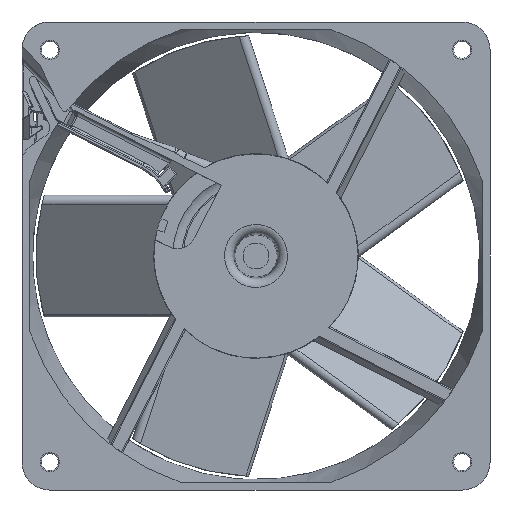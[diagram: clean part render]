
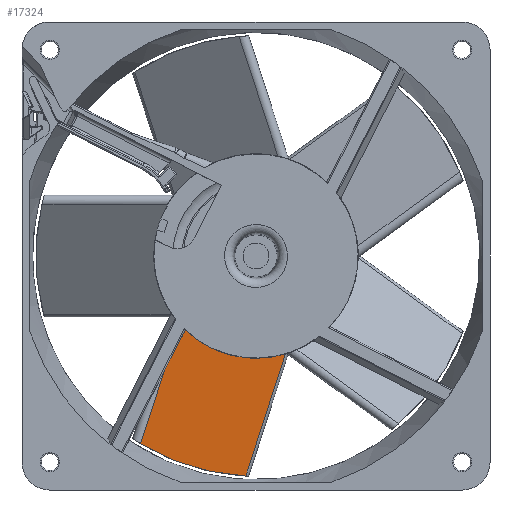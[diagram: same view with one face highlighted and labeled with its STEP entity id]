
A CAD part, left-side view. The second image highlights one B-rep face of the part: STEP entity #17324.
In plain terms, the highlighted planar face has unit normal (-0.824, -0.539, -0.175).
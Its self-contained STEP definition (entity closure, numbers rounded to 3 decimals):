
#835=PLANE('',#18820);
#1792=FACE_OUTER_BOUND('',#2842,.T.);
#2842=EDGE_LOOP('',(#15088,#15089,#15090,#15091));
#3067=ELLIPSE('',#18781,31.571,26.);
#3075=ELLIPSE('',#18821,68.,56.);
#5294=LINE('',#47744,#6184);
#5295=LINE('',#47745,#6185);
#6184=VECTOR('',#22679,32.654);
#6185=VECTOR('',#22680,32.004);
#7714=VERTEX_POINT('',#47492);
#7715=VERTEX_POINT('',#47493);
#7743=VERTEX_POINT('',#47741);
#7744=VERTEX_POINT('',#47742);
#10157=EDGE_CURVE('',#7714,#7715,#3067,.T.);
#10198=EDGE_CURVE('',#7743,#7744,#3075,.T.);
#10199=EDGE_CURVE('',#7714,#7743,#5294,.T.);
#10200=EDGE_CURVE('',#7715,#7744,#5295,.T.);
#15088=ORIENTED_EDGE('',*,*,#10198,.F.);
#15089=ORIENTED_EDGE('',*,*,#10199,.F.);
#15090=ORIENTED_EDGE('',*,*,#10157,.T.);
#15091=ORIENTED_EDGE('',*,*,#10200,.T.);
#17324=ADVANCED_FACE('',(#1792),#835,.F.);
#18781=AXIS2_PLACEMENT_3D('',#47494,#22581,#22582);
#18820=AXIS2_PLACEMENT_3D('',#47740,#22675,#22676);
#18821=AXIS2_PLACEMENT_3D('',#47743,#22677,#22678);
#22581=DIRECTION('center_axis',(0.824,0.54,0.175));
#22582=DIRECTION('ref_axis',(-0.567,0.783,0.254));
#22675=DIRECTION('center_axis',(0.824,0.54,0.175));
#22676=DIRECTION('ref_axis',(0.567,-0.783,-0.254));
#22677=DIRECTION('center_axis',(0.824,0.54,0.175));
#22678=DIRECTION('ref_axis',(-0.567,0.783,0.254));
#22679=DIRECTION('',(0.,0.309,-0.951));
#22680=DIRECTION('',(0.,0.309,-0.951));
#47492=CARTESIAN_POINT('',(29.61,-7.529,-24.886));
#47493=CARTESIAN_POINT('',(10.323,19.437,-17.269));
#47494=CARTESIAN_POINT('Origin',(19.38,0.,0.));
#47740=CARTESIAN_POINT('Origin',(10.323,12.506,4.063));
#47741=CARTESIAN_POINT('',(29.61,2.561,-55.941));
#47742=CARTESIAN_POINT('',(10.323,29.327,-47.707));
#47743=CARTESIAN_POINT('Origin',(19.38,0.,0.));
#47744=CARTESIAN_POINT('',(29.61,-2.484,-40.414));
#47745=CARTESIAN_POINT('',(10.323,24.382,-32.488));
